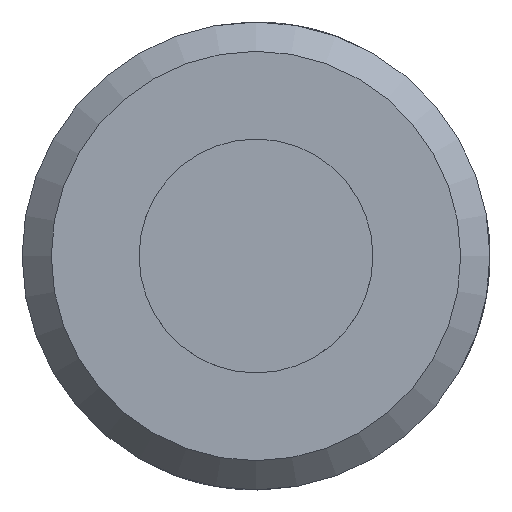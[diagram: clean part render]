
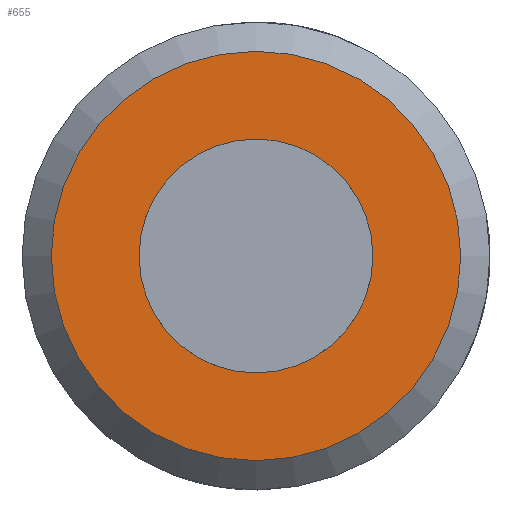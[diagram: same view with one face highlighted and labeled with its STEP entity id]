
A CAD part, front view. The second image highlights one B-rep face of the part: STEP entity #655.
In plain terms, the highlighted planar face has unit normal (0, -1, 0).
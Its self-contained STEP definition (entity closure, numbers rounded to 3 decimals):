
#23=PLANE('',#704);
#41=CIRCLE('',#705,7.);
#42=CIRCLE('',#706,4.);
#107=ORIENTED_EDGE('',*,*,#155,.T.);
#108=ORIENTED_EDGE('',*,*,#156,.F.);
#155=EDGE_CURVE('',#193,#193,#41,.T.);
#156=EDGE_CURVE('',#194,#194,#42,.T.);
#193=VERTEX_POINT('',#1169);
#194=VERTEX_POINT('',#1171);
#283=EDGE_LOOP('',(#107));
#284=EDGE_LOOP('',(#108));
#359=FACE_BOUND('',#283,.T.);
#360=FACE_BOUND('',#284,.T.);
#655=ADVANCED_FACE('',(#359,#360),#23,.T.);
#704=AXIS2_PLACEMENT_3D('',#1167,#791,#792);
#705=AXIS2_PLACEMENT_3D('',#1168,#793,#794);
#706=AXIS2_PLACEMENT_3D('',#1170,#795,#796);
#791=DIRECTION('',(0.,-1.,0.));
#792=DIRECTION('',(0.172,0.,0.985));
#793=DIRECTION('',(0.,-1.,0.));
#794=DIRECTION('',(0.172,0.,0.985));
#795=DIRECTION('',(0.,-1.,0.));
#796=DIRECTION('',(0.172,0.,0.985));
#1167=CARTESIAN_POINT('',(1.59,-10.,9.112));
#1168=CARTESIAN_POINT('',(0.,-10.,0.));
#1169=CARTESIAN_POINT('',(1.203,-10.,6.896));
#1170=CARTESIAN_POINT('',(0.,-10.,0.));
#1171=CARTESIAN_POINT('',(0.687,-10.,3.94));
